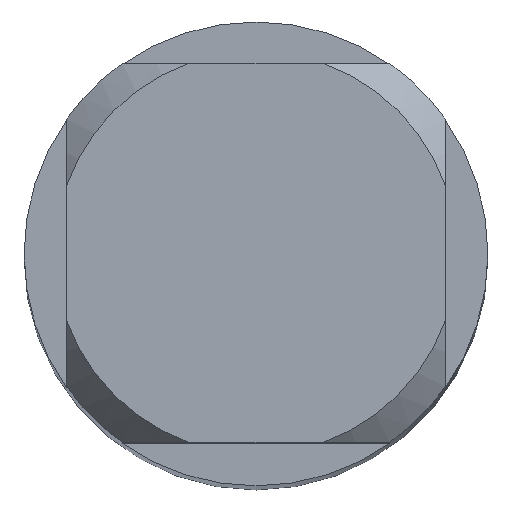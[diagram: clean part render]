
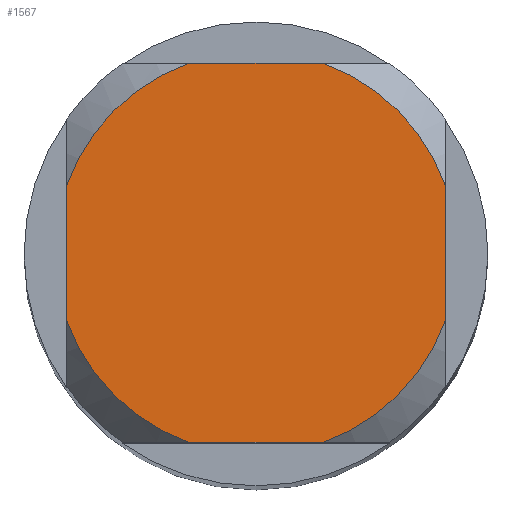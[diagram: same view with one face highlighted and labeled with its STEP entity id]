
A CAD part, top view. The second image highlights one B-rep face of the part: STEP entity #1567.
In plain terms, the highlighted planar face has unit normal (0, 0, 1).
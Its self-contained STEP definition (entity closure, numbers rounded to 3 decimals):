
#1567=ADVANCED_FACE('',(#4566),#4567,.T.);
#1741=EDGE_CURVE('',#3613,#4131,#4758,.T.);
#1789=EDGE_CURVE('',#3855,#4069,#4807,.T.);
#2321=EDGE_CURVE('',#3855,#3235,#5391,.T.);
#2881=VERTEX_POINT('',#6002);
#2921=VERTEX_POINT('',#6046);
#3021=VERTEX_POINT('',#6157);
#3235=VERTEX_POINT('',#6390);
#3241=EDGE_CURVE('',#3021,#4131,#6396,.T.);
#3365=EDGE_CURVE('',#2881,#3235,#6530,.T.);
#3613=VERTEX_POINT('',#6801);
#3855=VERTEX_POINT('',#7058);
#4069=VERTEX_POINT('',#7296);
#4105=EDGE_CURVE('',#3613,#4069,#7336,.T.);
#4121=EDGE_CURVE('',#3021,#2921,#7352,.T.);
#4131=VERTEX_POINT('',#7362);
#4141=EDGE_CURVE('',#2881,#2921,#7373,.T.);
#4566=FACE_OUTER_BOUND('',#7866,.T.);
#4567=PLANE('',#7867);
#4758=CIRCLE('',#8843,2.6);
#4807=CIRCLE('',#9060,2.6);
#5391=LINE('',#11679,#11680);
#6002=CARTESIAN_POINT('',(2.45,-0.87,0.0));
#6046=CARTESIAN_POINT('',(2.45,0.87,0.0));
#6157=CARTESIAN_POINT('',(0.87,2.45,0.0));
#6390=CARTESIAN_POINT('',(0.87,-2.45,0.0));
#6396=LINE('',#16903,#16904);
#6530=CIRCLE('',#17375,2.6);
#6801=CARTESIAN_POINT('',(-2.45,0.87,0.0));
#7058=CARTESIAN_POINT('',(-0.87,-2.45,0.0));
#7296=CARTESIAN_POINT('',(-2.45,-0.87,0.0));
#7336=LINE('',#21401,#21402);
#7352=CIRCLE('',#21433,2.6);
#7362=CARTESIAN_POINT('',(-0.87,2.45,0.0));
#7373=LINE('',#21495,#21496);
#7866=EDGE_LOOP('',(#23563,#23564,#23565,#23566,#23567,#23568,#23569,#23570));
#7867=AXIS2_PLACEMENT_3D('',#23571,#23572,#23573);
#8843=AXIS2_PLACEMENT_3D('',#23769,#23770,#23771);
#9060=AXIS2_PLACEMENT_3D('',#23791,#23792,#23793);
#11679=CARTESIAN_POINT('',(0.0,-2.45,0.0));
#11680=VECTOR('',#24514,1.0);
#16903=CARTESIAN_POINT('',(0.0,2.45,0.0));
#16904=VECTOR('',#25572,1.0);
#17375=AXIS2_PLACEMENT_3D('',#25694,#25695,#25696);
#21401=CARTESIAN_POINT('',(-2.45,0.65,0.0));
#21402=VECTOR('',#26420,1.0);
#21433=AXIS2_PLACEMENT_3D('',#26433,#26434,#26435);
#21495=CARTESIAN_POINT('',(2.45,0.65,0.0));
#21496=VECTOR('',#26455,1.0);
#23563=ORIENTED_EDGE('',*,*,#4105,.T.);
#23564=ORIENTED_EDGE('',*,*,#1789,.F.);
#23565=ORIENTED_EDGE('',*,*,#2321,.T.);
#23566=ORIENTED_EDGE('',*,*,#3365,.F.);
#23567=ORIENTED_EDGE('',*,*,#4141,.T.);
#23568=ORIENTED_EDGE('',*,*,#4121,.F.);
#23569=ORIENTED_EDGE('',*,*,#3241,.T.);
#23570=ORIENTED_EDGE('',*,*,#1741,.F.);
#23571=CARTESIAN_POINT('',(0.0,1.3,0.0));
#23572=DIRECTION('',(-0.0,0.0,1.0));
#23573=DIRECTION('',(0.0,-1.0,0.0));
#23769=CARTESIAN_POINT('',(0.0,0.0,0.0));
#23770=DIRECTION('',(0.0,0.0,-1.0));
#23771=DIRECTION('',(0.0,1.0,0.0));
#23791=CARTESIAN_POINT('',(0.0,0.0,0.0));
#23792=DIRECTION('',(0.0,0.0,-1.0));
#23793=DIRECTION('',(0.0,1.0,0.0));
#24514=DIRECTION('',(1.0,0.0,0.0));
#25572=DIRECTION('',(-1.0,0.0,0.0));
#25694=CARTESIAN_POINT('',(0.0,0.0,0.0));
#25695=DIRECTION('',(0.0,0.0,-1.0));
#25696=DIRECTION('',(0.0,1.0,0.0));
#26420=DIRECTION('',(-0.0,-1.0,0.0));
#26433=CARTESIAN_POINT('',(0.0,0.0,0.0));
#26434=DIRECTION('',(0.0,0.0,-1.0));
#26435=DIRECTION('',(0.0,1.0,0.0));
#26455=DIRECTION('',(-0.0,1.0,0.0));
